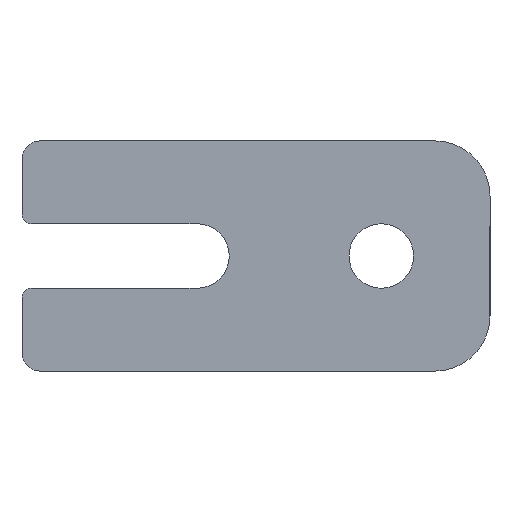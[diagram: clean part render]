
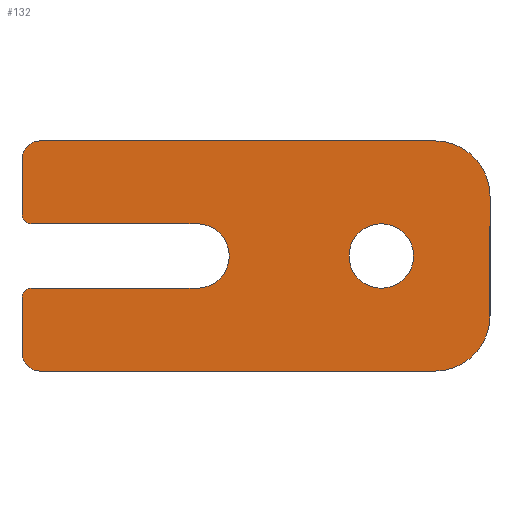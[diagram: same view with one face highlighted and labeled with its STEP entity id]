
A CAD part, front view. The second image highlights one B-rep face of the part: STEP entity #132.
In plain terms, the highlighted planar face has unit normal (0, -1, 0).
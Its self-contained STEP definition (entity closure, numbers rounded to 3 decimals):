
#9 = EDGE_CURVE ( 'NONE', #704, #708, #653, .T. ) ;
#14 = AXIS2_PLACEMENT_3D ( 'NONE', #378, #420, #415 ) ;
#15 = AXIS2_PLACEMENT_3D ( 'NONE', #122, #80, #79 ) ;
#16 = EDGE_CURVE ( 'NONE', #688, #699, #643, .T. ) ;
#17 = EDGE_CURVE ( 'NONE', #530, #530, #645, .T. ) ;
#18 = EDGE_CURVE ( 'NONE', #717, #718, #639, .T. ) ;
#19 = EDGE_CURVE ( 'NONE', #700, #701, #642, .T. ) ;
#20 = EDGE_CURVE ( 'NONE', #702, #699, #640, .T. ) ;
#21 = EDGE_CURVE ( 'NONE', #700, #703, #636, .T. ) ;
#27 = EDGE_CURVE ( 'NONE', #718, #716, #627, .T. ) ;
#30 = AXIS2_PLACEMENT_3D ( 'NONE', #87, #112, #83 ) ;
#34 = AXIS2_PLACEMENT_3D ( 'NONE', #111, #93, #124 ) ;
#35 = AXIS2_PLACEMENT_3D ( 'NONE', #414, #441, #384 ) ;
#37 = AXIS2_PLACEMENT_3D ( 'NONE', #416, #365, #422 ) ;
#41 = EDGE_CURVE ( 'NONE', #716, #719, #612, .T. ) ;
#42 = AXIS2_PLACEMENT_3D ( 'NONE', #95, #100, #103 ) ;
#47 = EDGE_CURVE ( 'NONE', #702, #703, #604, .T. ) ;
#50 = AXIS2_PLACEMENT_3D ( 'NONE', #408, #434, #373 ) ;
#55 = EDGE_CURVE ( 'NONE', #695, #697, #619, .T. ) ;
#58 = EDGE_CURVE ( 'NONE', #717, #708, #592, .T. ) ;
#59 = EDGE_CURVE ( 'NONE', #688, #697, #590, .T. ) ;
#64 = EDGE_CURVE ( 'NONE', #704, #701, #585, .T. ) ;
#66 = EDGE_CURVE ( 'NONE', #695, #719, #581, .T. ) ;
#78 = CARTESIAN_POINT ( 'NONE',  ( 0., 0., 0. ) ) ;
#79 = DIRECTION ( 'NONE',  ( 0., 0., 1. ) ) ;
#80 = DIRECTION ( 'NONE',  ( 0., -1., 0. ) ) ;
#83 = DIRECTION ( 'NONE',  ( 0., 0., 1. ) ) ;
#84 = DIRECTION ( 'NONE',  ( 0., 0., 1. ) ) ;
#87 = CARTESIAN_POINT ( 'NONE',  ( 44.8, 0., -19. ) ) ;
#91 = DIRECTION ( 'NONE',  ( 1., 0., 0. ) ) ;
#93 = DIRECTION ( 'NONE',  ( 0., 1., 0. ) ) ;
#95 = CARTESIAN_POINT ( 'NONE',  ( 44.8, 0., -6. ) ) ;
#96 = CARTESIAN_POINT ( 'NONE',  ( 19., 0., -16. ) ) ;
#100 = DIRECTION ( 'NONE',  ( 0., -1., 0. ) ) ;
#102 = CARTESIAN_POINT ( 'NONE',  ( 0., 0., -25. ) ) ;
#103 = DIRECTION ( 'NONE',  ( 0., 0., 1. ) ) ;
#107 = DIRECTION ( 'NONE',  ( 1., 0., 0. ) ) ;
#111 = CARTESIAN_POINT ( 'NONE',  ( 39., 0., -12.5 ) ) ;
#112 = DIRECTION ( 'NONE',  ( 0., -1., 0. ) ) ;
#115 = CARTESIAN_POINT ( 'NONE',  ( 0., 0., -16. ) ) ;
#121 = DIRECTION ( 'NONE',  ( -1., 0., 0. ) ) ;
#122 = CARTESIAN_POINT ( 'NONE',  ( 19., 0., -12.5 ) ) ;
#124 = DIRECTION ( 'NONE',  ( 0., 0., 1. ) ) ;
#132 = ADVANCED_FACE ( 'NONE', ( #562, #597 ), #443, .F. ) ;
#167 = CARTESIAN_POINT ( 'NONE',  ( 0., 0., -8. ) ) ;
#168 = CARTESIAN_POINT ( 'NONE',  ( 2., 0., 0. ) ) ;
#174 = CARTESIAN_POINT ( 'NONE',  ( 0., 0., -2. ) ) ;
#176 = CARTESIAN_POINT ( 'NONE',  ( 44.8, 0., 0. ) ) ;
#177 = CARTESIAN_POINT ( 'NONE',  ( 44.8, 0., -25. ) ) ;
#178 = CARTESIAN_POINT ( 'NONE',  ( 2., 0., -25. ) ) ;
#179 = CARTESIAN_POINT ( 'NONE',  ( 50.8, 0., -6. ) ) ;
#180 = CARTESIAN_POINT ( 'NONE',  ( 50.8, 0., -19. ) ) ;
#181 = CARTESIAN_POINT ( 'NONE',  ( 0., 0., -23. ) ) ;
#185 = CARTESIAN_POINT ( 'NONE',  ( 0., 0., -17. ) ) ;
#193 = CARTESIAN_POINT ( 'NONE',  ( 19., 0., -9. ) ) ;
#194 = CARTESIAN_POINT ( 'NONE',  ( 1., 0., -16. ) ) ;
#195 = CARTESIAN_POINT ( 'NONE',  ( 19., 0., -16. ) ) ;
#196 = CARTESIAN_POINT ( 'NONE',  ( 1., 0., -9. ) ) ;
#200 = CARTESIAN_POINT ( 'NONE',  ( 39., 0., -9. ) ) ;
#293 = ORIENTED_EDGE ( 'NONE', *, *, #59, .T. ) ;
#294 = ORIENTED_EDGE ( 'NONE', *, *, #16, .F. ) ;
#295 = ORIENTED_EDGE ( 'NONE', *, *, #20, .T. ) ;
#296 = ORIENTED_EDGE ( 'NONE', *, *, #47, .F. ) ;
#297 = ORIENTED_EDGE ( 'NONE', *, *, #21, .T. ) ;
#298 = ORIENTED_EDGE ( 'NONE', *, *, #19, .F. ) ;
#299 = ORIENTED_EDGE ( 'NONE', *, *, #64, .T. ) ;
#300 = ORIENTED_EDGE ( 'NONE', *, *, #9, .F. ) ;
#301 = ORIENTED_EDGE ( 'NONE', *, *, #58, .T. ) ;
#302 = ORIENTED_EDGE ( 'NONE', *, *, #18, .F. ) ;
#307 = ORIENTED_EDGE ( 'NONE', *, *, #27, .F. ) ;
#308 = ORIENTED_EDGE ( 'NONE', *, *, #41, .F. ) ;
#309 = ORIENTED_EDGE ( 'NONE', *, *, #66, .T. ) ;
#310 = ORIENTED_EDGE ( 'NONE', *, *, #55, .F. ) ;
#311 = ORIENTED_EDGE ( 'NONE', *, *, #17, .T. ) ;
#340 = EDGE_LOOP ( 'NONE', ( #311 ) ) ;
#349 = EDGE_LOOP ( 'NONE', ( #310, #309, #308, #307, #302, #301, #300, #299, #298, #297, #296, #295, #294, #293 ) ) ;
#359 = DIRECTION ( 'NONE',  ( 0., 0., 1. ) ) ;
#361 = DIRECTION ( 'NONE',  ( 0., 1., 0. ) ) ;
#365 = DIRECTION ( 'NONE',  ( 0., -1., 0. ) ) ;
#373 = DIRECTION ( 'NONE',  ( 0., 0., 1. ) ) ;
#378 = CARTESIAN_POINT ( 'NONE',  ( 1., 0., -8. ) ) ;
#384 = DIRECTION ( 'NONE',  ( 0., 0., 1. ) ) ;
#408 = CARTESIAN_POINT ( 'NONE',  ( 2., 0., -23. ) ) ;
#409 = DIRECTION ( 'NONE',  ( 0., 0., 1. ) ) ;
#412 = DIRECTION ( 'NONE',  ( -1., 0., 0. ) ) ;
#414 = CARTESIAN_POINT ( 'NONE',  ( 1., 0., -17. ) ) ;
#415 = DIRECTION ( 'NONE',  ( 0., 0., 1. ) ) ;
#416 = CARTESIAN_POINT ( 'NONE',  ( 2., 0., -2. ) ) ;
#417 = CARTESIAN_POINT ( 'NONE',  ( 0., 0., 0. ) ) ;
#419 = CARTESIAN_POINT ( 'NONE',  ( 50.8, 0., 0. ) ) ;
#420 = DIRECTION ( 'NONE',  ( 0., -1., 0. ) ) ;
#421 = CARTESIAN_POINT ( 'NONE',  ( 19., 0., -9. ) ) ;
#422 = DIRECTION ( 'NONE',  ( 0., 0., 1. ) ) ;
#430 = CARTESIAN_POINT ( 'NONE',  ( 19., 0., -12.5 ) ) ;
#434 = DIRECTION ( 'NONE',  ( 0., -1., 0. ) ) ;
#437 = DIRECTION ( 'NONE',  ( 0., 0., -1. ) ) ;
#441 = DIRECTION ( 'NONE',  ( 0., -1., 0. ) ) ;
#443 = PLANE ( 'NONE',  #750 ) ;
#530 = VERTEX_POINT ( 'NONE', #200 ) ;
#562 = FACE_BOUND ( 'NONE', #340, .T. ) ;
#581 = CIRCLE ( 'NONE', #14, 1. ) ;
#585 = CIRCLE ( 'NONE', #50, 2. ) ;
#590 = CIRCLE ( 'NONE', #37, 2. ) ;
#592 = CIRCLE ( 'NONE', #35, 1. ) ;
#595 = VECTOR ( 'NONE', #409, 1000. ) ;
#597 = FACE_OUTER_BOUND ( 'NONE', #349, .T. ) ;
#601 = VECTOR ( 'NONE', #437, 1000. ) ;
#604 = LINE ( 'NONE', #419, #601 ) ;
#609 = VECTOR ( 'NONE', #412, 1000. ) ;
#612 = LINE ( 'NONE', #421, #609 ) ;
#619 = LINE ( 'NONE', #417, #595 ) ;
#627 = CIRCLE ( 'NONE', #15, 3.5 ) ;
#636 = CIRCLE ( 'NONE', #30, 6. ) ;
#637 = VECTOR ( 'NONE', #107, 1000. ) ;
#638 = VECTOR ( 'NONE', #121, 1000. ) ;
#639 = LINE ( 'NONE', #96, #637 ) ;
#640 = CIRCLE ( 'NONE', #42, 6. ) ;
#641 = VECTOR ( 'NONE', #91, 1000. ) ;
#642 = LINE ( 'NONE', #102, #638 ) ;
#643 = LINE ( 'NONE', #78, #641 ) ;
#645 = CIRCLE ( 'NONE', #34, 3.5 ) ;
#648 = VECTOR ( 'NONE', #84, 1000. ) ;
#653 = LINE ( 'NONE', #115, #648 ) ;
#688 = VERTEX_POINT ( 'NONE', #168 ) ;
#695 = VERTEX_POINT ( 'NONE', #167 ) ;
#697 = VERTEX_POINT ( 'NONE', #174 ) ;
#699 = VERTEX_POINT ( 'NONE', #176 ) ;
#700 = VERTEX_POINT ( 'NONE', #177 ) ;
#701 = VERTEX_POINT ( 'NONE', #178 ) ;
#702 = VERTEX_POINT ( 'NONE', #179 ) ;
#703 = VERTEX_POINT ( 'NONE', #180 ) ;
#704 = VERTEX_POINT ( 'NONE', #181 ) ;
#708 = VERTEX_POINT ( 'NONE', #185 ) ;
#716 = VERTEX_POINT ( 'NONE', #193 ) ;
#717 = VERTEX_POINT ( 'NONE', #194 ) ;
#718 = VERTEX_POINT ( 'NONE', #195 ) ;
#719 = VERTEX_POINT ( 'NONE', #196 ) ;
#750 = AXIS2_PLACEMENT_3D ( 'NONE', #430, #361, #359 ) ;
